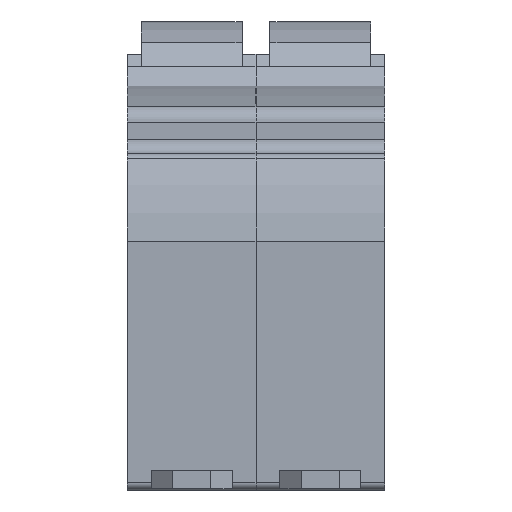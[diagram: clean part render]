
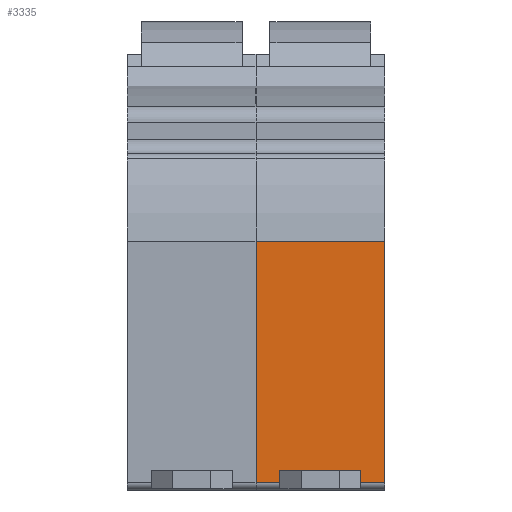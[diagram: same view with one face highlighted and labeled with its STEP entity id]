
A CAD part, front view. The second image highlights one B-rep face of the part: STEP entity #3335.
In plain terms, the highlighted planar face has unit normal (0, -1, 0).
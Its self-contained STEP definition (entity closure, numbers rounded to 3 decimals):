
#3277=CARTESIAN_POINT('',(17.5,-42.,33.866));
#3278=VERTEX_POINT('',#3277);
#3286=CARTESIAN_POINT('',(35.,-42.,33.866));
#3287=VERTEX_POINT('',#3286);
#3288=CARTESIAN_POINT('',(35.,-42.,33.866));
#3289=DIRECTION('',(-1.0,0.0,0.0));
#3290=VECTOR('',#3289,17.5);
#3291=LINE('',#3288,#3290);
#3292=EDGE_CURVE('',#3287,#3278,#3291,.T.);
#3305=CARTESIAN_POINT('',(35.,-42.,33.866));
#3306=DIRECTION('',(0.0,-1.0,0.0));
#3307=DIRECTION('',(1.0,0.0,0.0));
#3308=AXIS2_PLACEMENT_3D('',#3305,#3306,#3307);
#3309=PLANE('',#3308);
#3310=CARTESIAN_POINT('',(17.5,-42.,1.0));
#3311=VERTEX_POINT('',#3310);
#3312=CARTESIAN_POINT('',(17.5,-42.,33.866));
#3313=DIRECTION('',(0.0,0.0,-1.0));
#3314=VECTOR('',#3313,32.866);
#3315=LINE('',#3312,#3314);
#3316=EDGE_CURVE('',#3278,#3311,#3315,.T.);
#3317=ORIENTED_EDGE('',*,*,#3316,.T.);
#3318=CARTESIAN_POINT('',(35.,-42.,1.0));
#3319=VERTEX_POINT('',#3318);
#3320=CARTESIAN_POINT('',(35.,-42.,1.0));
#3321=DIRECTION('',(-1.0,0.0,0.0));
#3322=VECTOR('',#3321,17.5);
#3323=LINE('',#3320,#3322);
#3324=EDGE_CURVE('',#3319,#3311,#3323,.T.);
#3325=ORIENTED_EDGE('',*,*,#3324,.F.);
#3326=CARTESIAN_POINT('',(35.,-42.,1.0));
#3327=DIRECTION('',(0.0,0.0,1.0));
#3328=VECTOR('',#3327,32.866);
#3329=LINE('',#3326,#3328);
#3330=EDGE_CURVE('',#3319,#3287,#3329,.T.);
#3331=ORIENTED_EDGE('',*,*,#3330,.T.);
#3332=ORIENTED_EDGE('',*,*,#3292,.T.);
#3333=EDGE_LOOP('',(#3317,#3325,#3331,#3332));
#3334=FACE_OUTER_BOUND('',#3333,.T.);
#3335=ADVANCED_FACE('',(#3334),#3309,.T.);
